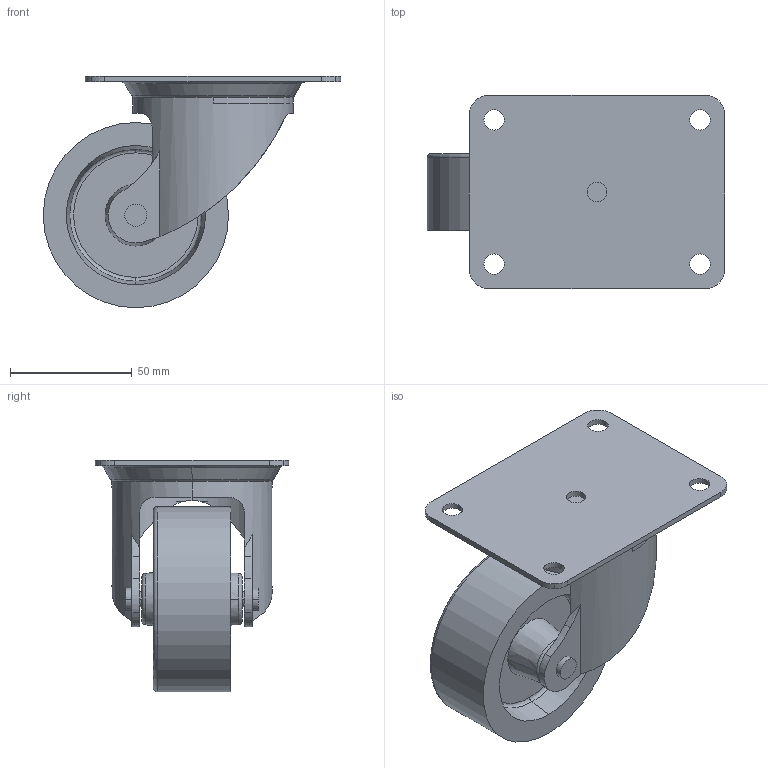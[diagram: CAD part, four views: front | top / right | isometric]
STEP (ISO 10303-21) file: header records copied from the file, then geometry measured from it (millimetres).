
FILE_DESCRIPTION((''),'2;1');
FILE_NAME('goalcaster.stp','2002-01-11T21:31:08',('Administrator'),(''),'Autodesk Inventor (tm) 3.0','Autodesk Inventor (tm) 3.0','');
FILE_SCHEMA(('CONFIG_CONTROL_DESIGN'));
Length unit declared in the file: inch
Products named in the file (5): goalcaster; goalcaster1; goalcaster2; goalcaster3; goalcaster4
Assembly tree (4 placements, depth 2):
  goalcaster
    goalcaster1
    goalcaster2
    goalcaster3
    goalcaster4
Bounding box: 122.38 x 79.6 x 95.25 mm (x, y, z)
Volume: 173565.1 mm3; surface area: 61048.2 mm2
Topology: 4 solids, 4 shells, 116 faces, 293 edges, 193 vertices
Faces by surface type: cylinder 56, plane 32, cone 10, torus 10, bspline 8
Entity records: 4683 total; most frequent: CARTESIAN_POINT 1135, DIRECTION 672, ORIENTED_EDGE 586, EDGE_CURVE 293, AXIS2_PLACEMENT_3D 286, VERTEX_POINT 193, CIRCLE 169, EDGE_LOOP 138
